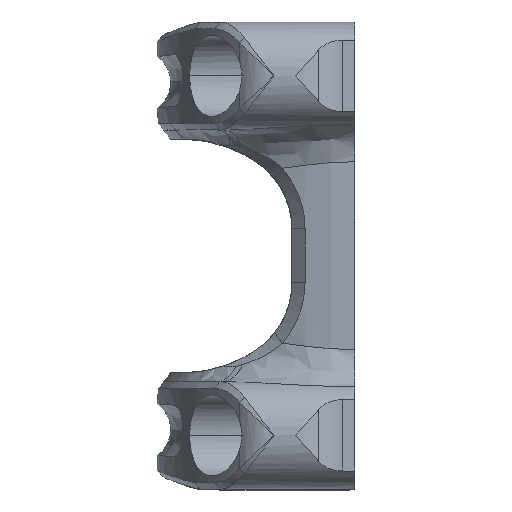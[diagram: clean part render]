
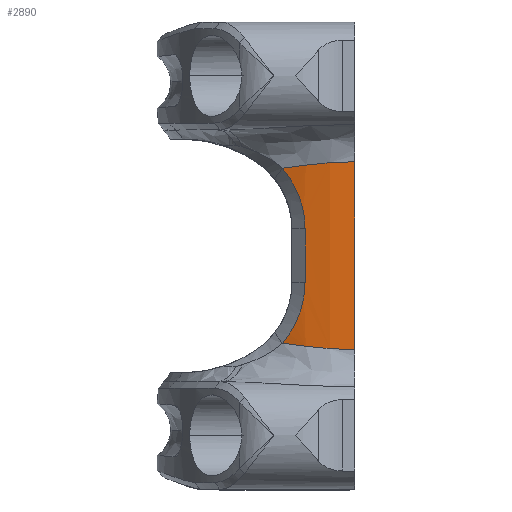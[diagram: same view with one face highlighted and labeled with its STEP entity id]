
A CAD part, top view. The second image highlights one B-rep face of the part: STEP entity #2890.
In plain terms, the highlighted cylindrical face has radius 21 mm (diameter 42 mm), a partial arc.
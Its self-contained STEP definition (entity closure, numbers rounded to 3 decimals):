
#2308 = CARTESIAN_POINT ( 'NONE',  ( -41.067, -9.733, 19.389 ) ) ;
#2461 = CARTESIAN_POINT ( 'NONE',  ( -38.544, -14., 20.255 ) ) ;
#2462 = DIRECTION ( 'NONE',  ( 0., -1., 0. ) ) ;
#2463 = CARTESIAN_POINT ( 'NONE',  ( -41.066, 9.733, 19.389 ) ) ;
#2464 = CARTESIAN_POINT ( 'NONE',  ( -40.432, -9.816, 19.653 ) ) ;
#2465 = CARTESIAN_POINT ( 'NONE',  ( -39.781, -9.905, 19.887 ) ) ;
#2466 = CARTESIAN_POINT ( 'NONE',  ( -38.458, -10.076, 20.29 ) ) ;
#2467 = CARTESIAN_POINT ( 'NONE',  ( -37.791, -10.157, 20.458 ) ) ;
#2468 = CARTESIAN_POINT ( 'NONE',  ( -35.771, -10.364, 20.862 ) ) ;
#2469 = CARTESIAN_POINT ( 'NONE',  ( -34.4, -10.45, 21. ) ) ;
#2470 = CARTESIAN_POINT ( 'NONE',  ( -33., -10.45, 21. ) ) ;
#2471 = CARTESIAN_POINT ( 'NONE',  ( -40.269, 8.796, 19.721 ) ) ;
#2472 = CARTESIAN_POINT ( 'NONE',  ( -39.641, 7.749, 19.928 ) ) ;
#2473 = CARTESIAN_POINT ( 'NONE',  ( -38.766, 5.428, 20.198 ) ) ;
#2474 = CARTESIAN_POINT ( 'NONE',  ( -38.544, 4.232, 20.255 ) ) ;
#2475 = CARTESIAN_POINT ( 'NONE',  ( -38.544, 3., 20.255 ) ) ;
#2477 = CARTESIAN_POINT ( 'NONE',  ( -38.544, -3., 20.255 ) ) ;
#2481 = CARTESIAN_POINT ( 'NONE',  ( -33., 10.45, 21. ) ) ;
#2484 = CARTESIAN_POINT ( 'NONE',  ( -33., -14., 21. ) ) ;
#2485 = DIRECTION ( 'NONE',  ( 0., 1., 0. ) ) ;
#2486 = CARTESIAN_POINT ( 'NONE',  ( -34.4, 10.45, 21. ) ) ;
#2487 = CARTESIAN_POINT ( 'NONE',  ( -35.771, 10.364, 20.862 ) ) ;
#2488 = CARTESIAN_POINT ( 'NONE',  ( -37.79, 10.157, 20.458 ) ) ;
#2489 = CARTESIAN_POINT ( 'NONE',  ( -38.457, 10.076, 20.29 ) ) ;
#2490 = CARTESIAN_POINT ( 'NONE',  ( -39.78, 9.905, 19.887 ) ) ;
#2491 = CARTESIAN_POINT ( 'NONE',  ( -40.432, 9.816, 19.653 ) ) ;
#2492 = CARTESIAN_POINT ( 'NONE',  ( -41.066, 9.733, 19.389 ) ) ;
#2494 = CARTESIAN_POINT ( 'NONE',  ( -38.543, -3.613, 20.255 ) ) ;
#2495 = CARTESIAN_POINT ( 'NONE',  ( -38.597, -4.219, 20.241 ) ) ;
#2496 = CARTESIAN_POINT ( 'NONE',  ( -38.817, -5.414, 20.179 ) ) ;
#2497 = CARTESIAN_POINT ( 'NONE',  ( -38.983, -6.006, 20.131 ) ) ;
#2498 = CARTESIAN_POINT ( 'NONE',  ( -39.641, -7.75, 19.928 ) ) ;
#2499 = CARTESIAN_POINT ( 'NONE',  ( -40.27, -8.798, 19.72 ) ) ;
#2500 = CARTESIAN_POINT ( 'NONE',  ( -41.067, -9.733, 19.389 ) ) ;
#2665 = CARTESIAN_POINT ( 'NONE',  ( -38.544, 3., 20.255 ) ) ;
#2666 = CARTESIAN_POINT ( 'NONE',  ( -33., 10.45, 21. ) ) ;
#2668 = CARTESIAN_POINT ( 'NONE',  ( -33., -10.45, 21. ) ) ;
#2684 = CARTESIAN_POINT ( 'NONE',  ( -38.544, -3., 20.255 ) ) ;
#2701 = CARTESIAN_POINT ( 'NONE',  ( -41.067, -9.733, 19.389 ) ) ;
#2702 = CARTESIAN_POINT ( 'NONE',  ( -41.066, 9.733, 19.389 ) ) ;
#2890 = ADVANCED_FACE ( 'NONE', ( #8798 ), #8784, .T. ) ;
#3190 = AXIS2_PLACEMENT_3D ( 'NONE', #6406, #6427, #6420 ) ;
#3523 = ORIENTED_EDGE ( 'NONE', *, *, #7442, .T. ) ;
#3524 = ORIENTED_EDGE ( 'NONE', *, *, #7438, .T. ) ;
#3525 = ORIENTED_EDGE ( 'NONE', *, *, #7436, .T. ) ;
#3526 = ORIENTED_EDGE ( 'NONE', *, *, #7443, .T. ) ;
#3527 = ORIENTED_EDGE ( 'NONE', *, *, #7437, .T. ) ;
#3528 = ORIENTED_EDGE ( 'NONE', *, *, #7441, .T. ) ;
#5924 = B_SPLINE_CURVE_WITH_KNOTS ( 'NONE', 3,
 ( #2477, #2494, #2495, #2496, #2497, #2498, #2499, #2500 ),
 .UNSPECIFIED., .F., .F.,
 ( 4, 2, 2, 4 ),
 ( 0., 0.25, 0.5, 1. ),
 .UNSPECIFIED. ) ;
#5925 = B_SPLINE_CURVE_WITH_KNOTS ( 'NONE', 3,
 ( #2481, #2486, #2487, #2488, #2489, #2490, #2491, #2492 ),
 .UNSPECIFIED., .F., .F.,
 ( 4, 2, 2, 4 ),
 ( 0., 0.004, 0.006, 0.008 ),
 .UNSPECIFIED. ) ;
#5926 = B_SPLINE_CURVE_WITH_KNOTS ( 'NONE', 3,
 ( #2463, #2471, #2472, #2473, #2474, #2475 ),
 .UNSPECIFIED., .F., .F.,
 ( 4, 2, 4 ),
 ( 0., 0.5, 1. ),
 .UNSPECIFIED. ) ;
#5927 = B_SPLINE_CURVE_WITH_KNOTS ( 'NONE', 3,
 ( #2308, #2464, #2465, #2466, #2467, #2468, #2469, #2470 ),
 .UNSPECIFIED., .F., .F.,
 ( 4, 2, 2, 4 ),
 ( 0.005, 0.007, 0.009, 0.013 ),
 .UNSPECIFIED. ) ;
#6406 = CARTESIAN_POINT ( 'NONE',  ( -33., -14., 0. ) ) ;
#6420 = DIRECTION ( 'NONE',  ( 0., 0., 1. ) ) ;
#6427 = DIRECTION ( 'NONE',  ( 0., 1., 0. ) ) ;
#7436 = EDGE_CURVE ( 'NONE', #9530, #9549, #8449, .T. ) ;
#7437 = EDGE_CURVE ( 'NONE', #9566, #9533, #5927, .T. ) ;
#7438 = EDGE_CURVE ( 'NONE', #9567, #9530, #5926, .T. ) ;
#7441 = EDGE_CURVE ( 'NONE', #9533, #9531, #8443, .T. ) ;
#7442 = EDGE_CURVE ( 'NONE', #9531, #9567, #5925, .T. ) ;
#7443 = EDGE_CURVE ( 'NONE', #9549, #9566, #5924, .T. ) ;
#8442 = VECTOR ( 'NONE', #2485, 1000. ) ;
#8443 = LINE ( 'NONE', #2484, #8442 ) ;
#8445 = VECTOR ( 'NONE', #2462, 1000. ) ;
#8449 = LINE ( 'NONE', #2461, #8445 ) ;
#8784 = CYLINDRICAL_SURFACE ( 'NONE', #3190, 21. ) ;
#8798 = FACE_OUTER_BOUND ( 'NONE', #9048, .T. ) ;
#9048 = EDGE_LOOP ( 'NONE', ( #3523, #3524, #3525, #3526, #3527, #3528 ) ) ;
#9530 = VERTEX_POINT ( 'NONE', #2665 ) ;
#9531 = VERTEX_POINT ( 'NONE', #2666 ) ;
#9533 = VERTEX_POINT ( 'NONE', #2668 ) ;
#9549 = VERTEX_POINT ( 'NONE', #2684 ) ;
#9566 = VERTEX_POINT ( 'NONE', #2701 ) ;
#9567 = VERTEX_POINT ( 'NONE', #2702 ) ;
